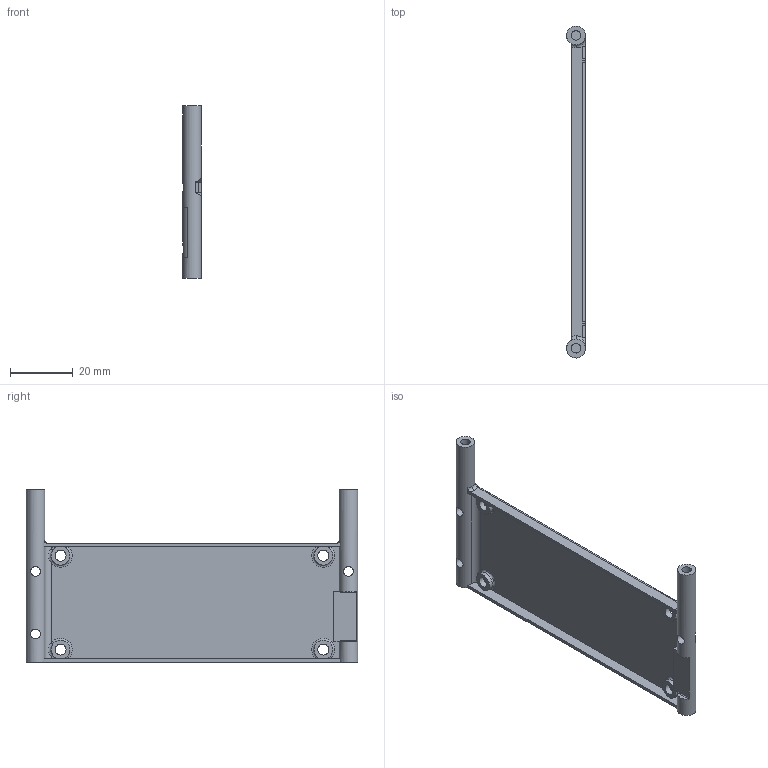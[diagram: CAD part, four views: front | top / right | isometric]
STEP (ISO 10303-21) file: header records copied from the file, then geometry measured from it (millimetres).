
FILE_DESCRIPTION(('STEP AP242'), '1');
FILE_NAME('??? ???????', '', ('UNSPECIFIED'), ('UNSPECIFIED'), 'C3D Converter', 'C3D Toolkit', '');
FILE_SCHEMA(('AP242_MANAGED_MODEL_BASED_3D_ENGINEERING_MIM_LF { 1 0 10303 442 1 1 4 }'));
Length unit declared in the file: millimetre
Bounding box: 6 x 106 x 55 mm (x, y, z)
Volume: 7124.4 mm3; surface area: 11365.2 mm2
Topology: 1 solids, 1 shells, 117 faces, 309 edges, 196 vertices
Faces by surface type: plane 74, cylinder 23, torus 10, bspline 10
Full cylindrical faces by diameter (mm): 3 x4, 3.1 x3, 3.5 x4, 6 x4
Entity records: 5346 total; most frequent: CARTESIAN_POINT 2489, ORIENTED_EDGE 584, DIRECTION 549, EDGE_CURVE 292, VERTEX_POINT 211, AXIS2_PLACEMENT_3D 183, LINE 183, VECTOR 183
